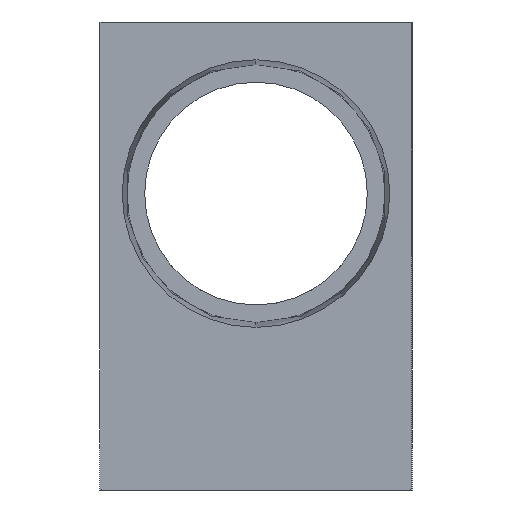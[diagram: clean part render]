
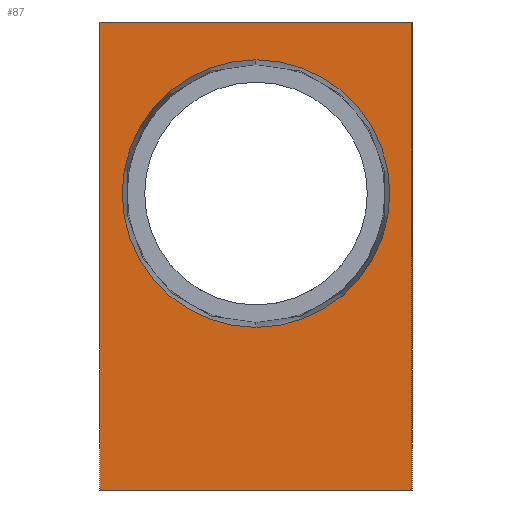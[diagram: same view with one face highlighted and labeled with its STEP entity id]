
A CAD part, left-side view. The second image highlights one B-rep face of the part: STEP entity #87.
In plain terms, the highlighted planar face has unit normal (-1, 0, 0).
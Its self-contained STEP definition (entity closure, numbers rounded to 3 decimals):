
#87=ADVANCED_FACE('NONE',(#203,#204),#205,.F.);
#203=FACE_OUTER_BOUND('',#341,.T.);
#204=FACE_BOUND('',#342,.T.);
#205=PLANE('',#343);
#341=EDGE_LOOP('',(#535,#536,#537,#538));
#342=EDGE_LOOP('',(#539,#540));
#343=AXIS2_PLACEMENT_3D('',#541,#542,#543);
#535=ORIENTED_EDGE('',*,*,#832,.T.);
#536=ORIENTED_EDGE('',*,*,#833,.T.);
#537=ORIENTED_EDGE('',*,*,#805,.F.);
#538=ORIENTED_EDGE('',*,*,#785,.F.);
#539=ORIENTED_EDGE('',*,*,#834,.F.);
#540=ORIENTED_EDGE('',*,*,#835,.F.);
#541=CARTESIAN_POINT('',(-73.0,-10.0,15.0));
#542=DIRECTION('',(1.0,-0.0,0.0));
#543=DIRECTION('',(0.0,1.0,0.0));
#785=EDGE_CURVE('NONE',#931,#933,#934,.T.);
#805=EDGE_CURVE('NONE',#933,#968,#969,.T.);
#832=EDGE_CURVE('NONE',#931,#1011,#1012,.T.);
#833=EDGE_CURVE('NONE',#1011,#968,#1013,.T.);
#834=EDGE_CURVE('NONE',#1014,#1015,#1016,.T.);
#835=EDGE_CURVE('NONE',#1015,#1014,#1017,.T.);
#931=VERTEX_POINT('NONE',#1171);
#933=VERTEX_POINT('NONE',#1174);
#934=LINE('',#1175,#1176);
#968=VERTEX_POINT('NONE',#1213);
#969=LINE('',#1214,#1215);
#1011=VERTEX_POINT('NONE',#1263);
#1012=LINE('',#1264,#1265);
#1013=LINE('',#1266,#1267);
#1014=VERTEX_POINT('NONE',#1268);
#1015=VERTEX_POINT('NONE',#1269);
#1016=CIRCLE('',#1270,8.578);
#1017=CIRCLE('',#1271,8.578);
#1171=CARTESIAN_POINT('',(-73.0,-10.0,-15.0));
#1174=CARTESIAN_POINT('',(-73.0,10.0,-15.0));
#1175=CARTESIAN_POINT('',(-73.0,10.0,-15.0));
#1176=VECTOR('',#1691,1000.0);
#1213=CARTESIAN_POINT('',(-73.0,10.0,15.0));
#1214=CARTESIAN_POINT('',(-73.0,10.0,15.0));
#1215=VECTOR('',#1734,1000.0);
#1263=CARTESIAN_POINT('',(-73.0,-10.0,15.0));
#1264=CARTESIAN_POINT('',(-73.0,-10.0,15.0));
#1265=VECTOR('',#1783,1000.0);
#1266=CARTESIAN_POINT('',(-73.0,10.0,15.0));
#1267=VECTOR('',#1784,1000.0);
#1268=CARTESIAN_POINT('',(-73.0,0.,12.578));
#1269=CARTESIAN_POINT('',(-73.0,0.,-4.578));
#1270=AXIS2_PLACEMENT_3D('',#1785,#1786,#1787);
#1271=AXIS2_PLACEMENT_3D('',#1788,#1789,#1790);
#1691=DIRECTION('',(0.0,1.0,0.0));
#1734=DIRECTION('',(-0.0,-0.0,1.0));
#1783=DIRECTION('',(0.0,-0.0,1.0));
#1784=DIRECTION('',(0.0,1.0,0.0));
#1785=CARTESIAN_POINT('',(-73.0,0.,4.0));
#1786=DIRECTION('',(-1.0,0.0,0.0));
#1787=DIRECTION('',(0.0,0.0,1.0));
#1788=CARTESIAN_POINT('',(-73.0,0.,4.0));
#1789=DIRECTION('',(-1.0,0.0,0.0));
#1790=DIRECTION('',(0.0,0.0,1.0));
